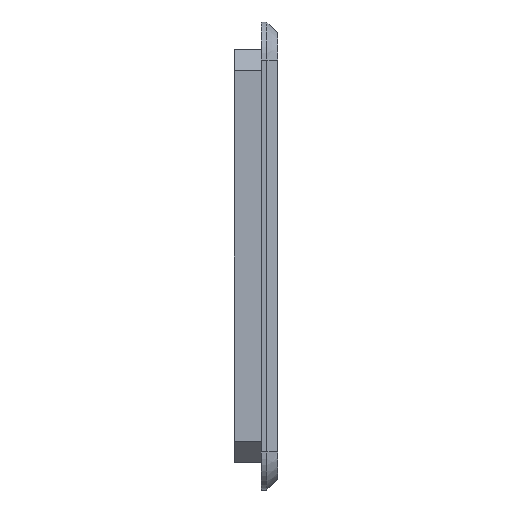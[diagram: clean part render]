
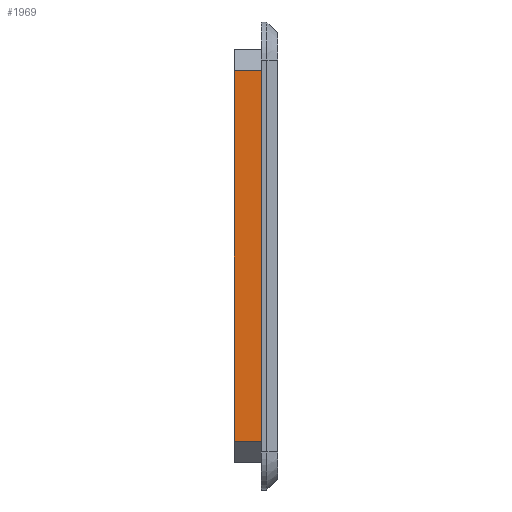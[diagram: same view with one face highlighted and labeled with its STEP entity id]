
A CAD part, left-side view. The second image highlights one B-rep face of the part: STEP entity #1969.
In plain terms, the highlighted planar face has unit normal (-1, 0, 0).
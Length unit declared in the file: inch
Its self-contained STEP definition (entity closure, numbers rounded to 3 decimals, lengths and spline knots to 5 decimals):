
#55=PLANE('',#2031);
#159=FACE_OUTER_BOUND('',#266,.T.);
#266=EDGE_LOOP('',(#1653,#1654,#1655,#1656));
#402=LINE('',#3989,#552);
#405=LINE('',#3995,#555);
#406=LINE('',#3997,#556);
#407=LINE('',#3998,#557);
#552=VECTOR('',#2232,0.3937);
#555=VECTOR('',#2237,0.3937);
#556=VECTOR('',#2238,0.3937);
#557=VECTOR('',#2239,0.3937);
#896=VERTEX_POINT('',#3985);
#898=VERTEX_POINT('',#3988);
#900=VERTEX_POINT('',#3994);
#901=VERTEX_POINT('',#3996);
#1180=EDGE_CURVE('',#896,#898,#402,.T.);
#1183=EDGE_CURVE('',#900,#896,#405,.T.);
#1184=EDGE_CURVE('',#900,#901,#406,.T.);
#1185=EDGE_CURVE('',#898,#901,#407,.T.);
#1653=ORIENTED_EDGE('',*,*,#1183,.F.);
#1654=ORIENTED_EDGE('',*,*,#1184,.T.);
#1655=ORIENTED_EDGE('',*,*,#1185,.F.);
#1656=ORIENTED_EDGE('',*,*,#1180,.F.);
#1969=ADVANCED_FACE('',(#159),#55,.T.);
#2031=AXIS2_PLACEMENT_3D('',#3993,#2235,#2236);
#2232=DIRECTION('',(0.,1.,0.));
#2235=DIRECTION('center_axis',(-1.,0.,0.));
#2236=DIRECTION('ref_axis',(0.,0.,1.));
#2237=DIRECTION('',(0.,0.,-1.));
#2238=DIRECTION('',(0.,1.,0.));
#2239=DIRECTION('',(0.,0.,1.));
#3985=CARTESIAN_POINT('',(0.05,0.03,0.09));
#3988=CARTESIAN_POINT('',(0.05,0.08,0.09));
#3989=CARTESIAN_POINT('',(0.05,0.,0.09));
#3993=CARTESIAN_POINT('Origin',(0.05,0.,0.09));
#3994=CARTESIAN_POINT('',(0.05,0.03,0.77));
#3995=CARTESIAN_POINT('',(0.05,0.03,0.09));
#3996=CARTESIAN_POINT('',(0.05,0.08,0.77));
#3997=CARTESIAN_POINT('',(0.05,0.,0.77));
#3998=CARTESIAN_POINT('',(0.05,0.08,0.09));
